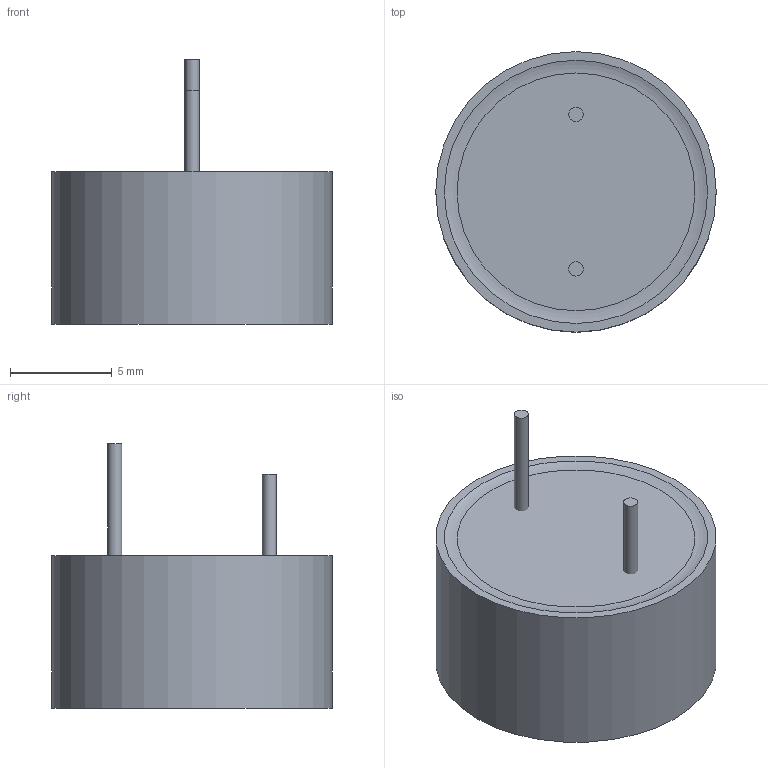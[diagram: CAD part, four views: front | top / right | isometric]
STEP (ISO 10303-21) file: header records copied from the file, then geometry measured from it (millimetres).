
FILE_DESCRIPTION(/* description */ (''),/* implementation_level */ '2;1');
FILE_NAME(/* name */ 'AI-1440-TWT-24V-3-R.ipt.stp',/* time_stamp */ '2020-05-28T11:26:31-04:00',/* author */ (''),/* organization */ (''),/* preprocessor_version */ 'ST-DEVELOPER v16.1',/* originating_system */ 'Autodesk Inventor 2016',/* authorisation */ '');
FILE_SCHEMA (('AUTOMOTIVE_DESIGN { 1 0 10303 214 3 1 1 }'));
Length unit declared in the file: millimetre
Products named in the file (1): AI-1440-TWT-24V-3-R
Bounding box: 13.8 x 13.8 x 13 mm (x, y, z)
Volume: 1106.1 mm3; surface area: 670.7 mm2
Topology: 3 solids, 3 shells, 29 faces, 51 edges, 34 vertices
Faces by surface type: plane 20, cylinder 8, torus 1
Full cylindrical faces by diameter (mm): 0.7 x2, 2 x1, 13.8 x1
Entity records: 731 total; most frequent: DIRECTION 124, CARTESIAN_POINT 110, ORIENTED_EDGE 92, AXIS2_PLACEMENT_3D 48, EDGE_CURVE 46, EDGE_LOOP 40, VERTEX_POINT 34, FACE_OUTER_BOUND 29
